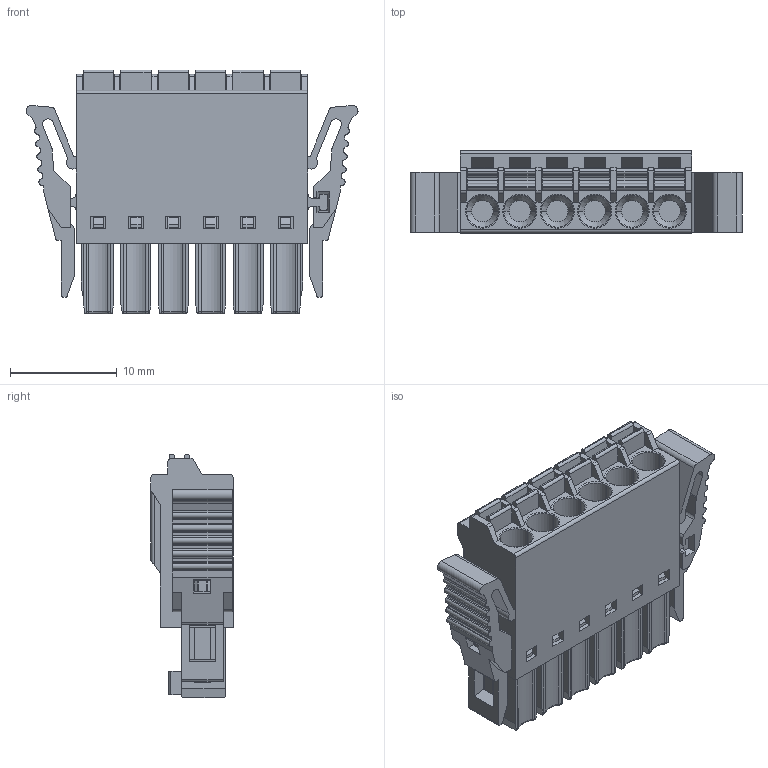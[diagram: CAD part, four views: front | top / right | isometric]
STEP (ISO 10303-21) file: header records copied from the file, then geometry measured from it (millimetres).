
FILE_DESCRIPTION((''),'2;1');
FILE_NAME('WJ15EDGKNG-350-06P-00A','2017-03-16T',('QZY'),(''),'CREO PARAMETRIC BY PTC INC, 2014440','CREO PARAMETRIC BY PTC INC, 2014440','');
FILE_SCHEMA(('CONFIG_CONTROL_DESIGN'));
Length unit declared in the file: millimetre
Products named in the file (1): WJ15EDGKNG-350-06P-00A
Bounding box: 31.06 x 7.7 x 22.8 mm (x, y, z)
Volume: 2682.5 mm3; surface area: 5092.3 mm2
Topology: 1 solids, 1 shells, 1302 faces, 3790 edges, 2484 vertices
Faces by surface type: plane 932, cylinder 304, cone 36, torus 30
Entity records: 47406 total; most frequent: CARTESIAN_POINT 7730, ORIENTED_EDGE 7580, DIRECTION 6966, EDGE_CURVE 3790, VECTOR 3114, LINE 3114, VERTEX_POINT 2484, AXIS2_PLACEMENT_3D 1926
